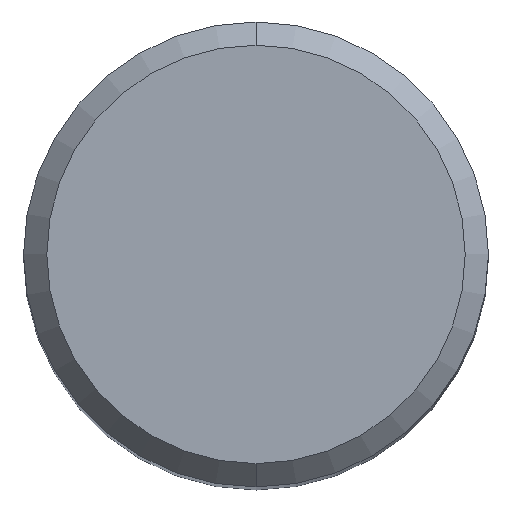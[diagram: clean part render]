
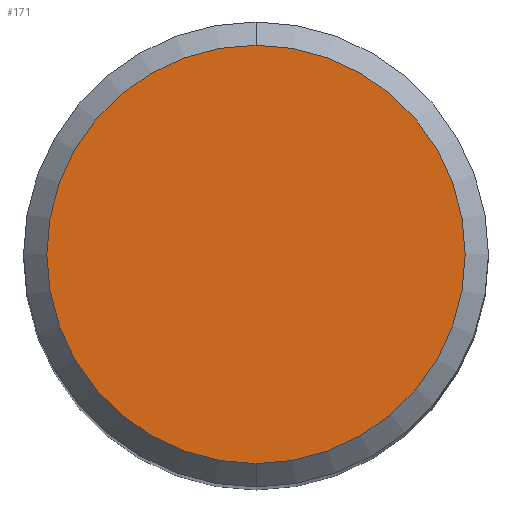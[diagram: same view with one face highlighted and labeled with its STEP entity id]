
A CAD part, top view. The second image highlights one B-rep face of the part: STEP entity #171.
In plain terms, the highlighted planar face has unit normal (0, 0, 1).
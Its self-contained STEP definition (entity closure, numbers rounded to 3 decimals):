
#171=ADVANCED_FACE('',(#462),#463,.T.);
#197=EDGE_CURVE('',#291,#309,#490,.T.);
#221=EDGE_CURVE('',#309,#291,#519,.T.);
#291=VERTEX_POINT('',#595);
#309=VERTEX_POINT('',#615);
#462=FACE_OUTER_BOUND('',#773,.T.);
#463=PLANE('',#774);
#490=CIRCLE('',#921,5.4);
#519=CIRCLE('',#987,5.4);
#595=CARTESIAN_POINT('',(0.,-5.4,0.0));
#615=CARTESIAN_POINT('',(0.0,5.4,0.0));
#773=EDGE_LOOP('',(#1444,#1445));
#774=AXIS2_PLACEMENT_3D('',#1446,#1447,#1448);
#921=AXIS2_PLACEMENT_3D('',#1460,#1461,#1462);
#987=AXIS2_PLACEMENT_3D('',#1509,#1510,#1511);
#1444=ORIENTED_EDGE('',*,*,#221,.F.);
#1445=ORIENTED_EDGE('',*,*,#197,.F.);
#1446=CARTESIAN_POINT('',(0.0,2.7,0.0));
#1447=DIRECTION('',(-0.0,0.0,1.0));
#1448=DIRECTION('',(0.0,-1.0,0.0));
#1460=CARTESIAN_POINT('',(0.0,0.0,0.0));
#1461=DIRECTION('',(0.0,0.0,-1.0));
#1462=DIRECTION('',(0.0,1.0,0.0));
#1509=CARTESIAN_POINT('',(0.0,0.0,0.0));
#1510=DIRECTION('',(0.0,0.0,-1.0));
#1511=DIRECTION('',(0.0,1.0,0.0));
